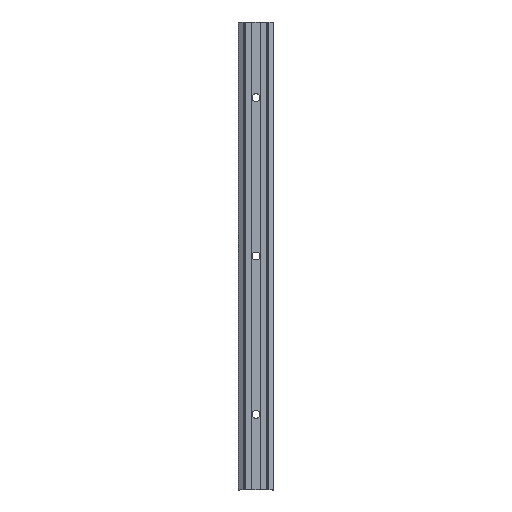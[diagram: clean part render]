
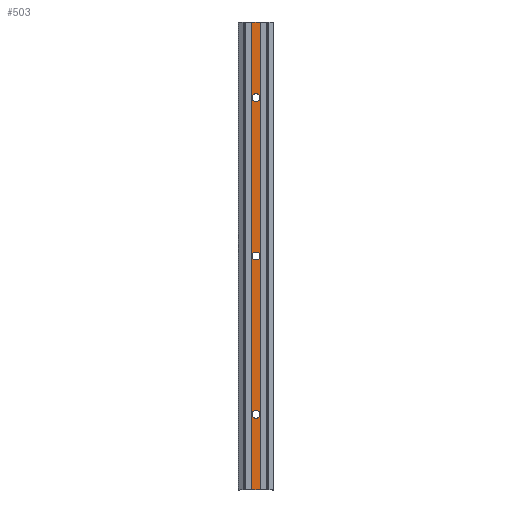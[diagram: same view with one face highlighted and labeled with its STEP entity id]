
A CAD part, front view. The second image highlights one B-rep face of the part: STEP entity #503.
In plain terms, the highlighted planar face has unit normal (0, -1, 0).
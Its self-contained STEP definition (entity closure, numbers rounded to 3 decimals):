
#7 = ORIENTED_EDGE ( 'NONE', *, *, #480, .T. ) ;
#9 = CIRCLE ( 'NONE', #414, 2.25 ) ;
#21 = CARTESIAN_POINT ( 'NONE',  ( 0., 2., 43. ) ) ;
#53 = DIRECTION ( 'NONE',  ( 0., 0., -1. ) ) ;
#55 = EDGE_LOOP ( 'NONE', ( #204, #301, #7, #1225 ) ) ;
#65 = DIRECTION ( 'NONE',  ( 0., -1., 0. ) ) ;
#87 = ORIENTED_EDGE ( 'NONE', *, *, #953, .F. ) ;
#107 = CARTESIAN_POINT ( 'NONE',  ( 0., 2., 223. ) ) ;
#109 = EDGE_CURVE ( 'NONE', #797, #1236, #684, .T. ) ;
#110 = ORIENTED_EDGE ( 'NONE', *, *, #1157, .F. ) ;
#167 = CARTESIAN_POINT ( 'NONE',  ( 0., 2., 135.25 ) ) ;
#174 = CIRCLE ( 'NONE', #191, 2.25 ) ;
#191 = AXIS2_PLACEMENT_3D ( 'NONE', #1332, #268, #677 ) ;
#204 = ORIENTED_EDGE ( 'NONE', *, *, #838, .F. ) ;
#205 = DIRECTION ( 'NONE',  ( 0., -1., 0. ) ) ;
#207 = CARTESIAN_POINT ( 'NONE',  ( 0., 2., 220.75 ) ) ;
#227 = CARTESIAN_POINT ( 'NONE',  ( 10.505, 2., 0. ) ) ;
#234 = DIRECTION ( 'NONE',  ( -1., 0., 0. ) ) ;
#264 = CARTESIAN_POINT ( 'NONE',  ( 0., 2., 40.75 ) ) ;
#268 = DIRECTION ( 'NONE',  ( 0., -1., 0. ) ) ;
#301 = ORIENTED_EDGE ( 'NONE', *, *, #109, .T. ) ;
#303 = VECTOR ( 'NONE', #748, 1000. ) ;
#321 = CARTESIAN_POINT ( 'NONE',  ( 2.5, 2., 1076. ) ) ;
#357 = DIRECTION ( 'NONE',  ( 0., 0., 1. ) ) ;
#358 = DIRECTION ( 'NONE',  ( -1., 0., 0. ) ) ;
#361 = EDGE_LOOP ( 'NONE', ( #627, #110 ) ) ;
#381 = FACE_BOUND ( 'NONE', #361, .T. ) ;
#386 = VECTOR ( 'NONE', #358, 1000. ) ;
#396 = CIRCLE ( 'NONE', #1167, 2.25 ) ;
#402 = VERTEX_POINT ( 'NONE', #167 ) ;
#414 = AXIS2_PLACEMENT_3D ( 'NONE', #21, #1377, #651 ) ;
#442 = CARTESIAN_POINT ( 'NONE',  ( 0., 2., 133. ) ) ;
#444 = DIRECTION ( 'NONE',  ( 0., 0., -1. ) ) ;
#463 = CARTESIAN_POINT ( 'NONE',  ( -2.5, 2., 1076. ) ) ;
#480 = EDGE_CURVE ( 'NONE', #1236, #1262, #675, .T. ) ;
#503 = ADVANCED_FACE ( 'NONE', ( #799, #381, #988, #807 ), #902, .F. ) ;
#512 = VERTEX_POINT ( 'NONE', #264 ) ;
#515 = VECTOR ( 'NONE', #1305, 1000. ) ;
#537 = DIRECTION ( 'NONE',  ( 0., -1., 0. ) ) ;
#552 = AXIS2_PLACEMENT_3D ( 'NONE', #442, #537, #851 ) ;
#555 = CARTESIAN_POINT ( 'NONE',  ( 2.5, 2., 266. ) ) ;
#580 = DIRECTION ( 'NONE',  ( 0., 1., 0. ) ) ;
#590 = VERTEX_POINT ( 'NONE', #832 ) ;
#597 = EDGE_LOOP ( 'NONE', ( #765, #87 ) ) ;
#615 = ORIENTED_EDGE ( 'NONE', *, *, #1053, .F. ) ;
#627 = ORIENTED_EDGE ( 'NONE', *, *, #783, .F. ) ;
#651 = DIRECTION ( 'NONE',  ( 0., 0., -1. ) ) ;
#675 = LINE ( 'NONE', #1099, #515 ) ;
#677 = DIRECTION ( 'NONE',  ( 0., 0., -1. ) ) ;
#684 = LINE ( 'NONE', #1189, #386 ) ;
#719 = CARTESIAN_POINT ( 'NONE',  ( -2.5, 2., 266. ) ) ;
#726 = CIRCLE ( 'NONE', #728, 2.25 ) ;
#727 = VERTEX_POINT ( 'NONE', #956 ) ;
#728 = AXIS2_PLACEMENT_3D ( 'NONE', #842, #742, #444 ) ;
#734 = EDGE_CURVE ( 'NONE', #402, #590, #726, .T. ) ;
#742 = DIRECTION ( 'NONE',  ( 0., -1., 0. ) ) ;
#748 = DIRECTION ( 'NONE',  ( 0., 0., -1. ) ) ;
#765 = ORIENTED_EDGE ( 'NONE', *, *, #1142, .F. ) ;
#777 = AXIS2_PLACEMENT_3D ( 'NONE', #889, #65, #53 ) ;
#783 = EDGE_CURVE ( 'NONE', #512, #727, #9, .T. ) ;
#797 = VERTEX_POINT ( 'NONE', #555 ) ;
#799 = FACE_OUTER_BOUND ( 'NONE', #55, .T. ) ;
#807 = FACE_BOUND ( 'NONE', #1237, .T. ) ;
#817 = VERTEX_POINT ( 'NONE', #207 ) ;
#824 = CIRCLE ( 'NONE', #777, 2.25 ) ;
#832 = CARTESIAN_POINT ( 'NONE',  ( 0., 2., 130.75 ) ) ;
#838 = EDGE_CURVE ( 'NONE', #797, #1002, #1273, .T. ) ;
#842 = CARTESIAN_POINT ( 'NONE',  ( 0., 2., 133. ) ) ;
#851 = DIRECTION ( 'NONE',  ( 0., 0., -1. ) ) ;
#889 = CARTESIAN_POINT ( 'NONE',  ( 0., 2., 223. ) ) ;
#898 = AXIS2_PLACEMENT_3D ( 'NONE', #463, #580, #357 ) ;
#902 = PLANE ( 'NONE',  #898 ) ;
#912 = VECTOR ( 'NONE', #234, 1000. ) ;
#953 = EDGE_CURVE ( 'NONE', #1211, #817, #396, .T. ) ;
#956 = CARTESIAN_POINT ( 'NONE',  ( 0., 2., 45.25 ) ) ;
#961 = LINE ( 'NONE', #227, #912 ) ;
#976 = ORIENTED_EDGE ( 'NONE', *, *, #734, .F. ) ;
#988 = FACE_BOUND ( 'NONE', #597, .T. ) ;
#990 = CARTESIAN_POINT ( 'NONE',  ( 0., 2., 225.25 ) ) ;
#1002 = VERTEX_POINT ( 'NONE', #1078 ) ;
#1022 = CIRCLE ( 'NONE', #552, 2.25 ) ;
#1053 = EDGE_CURVE ( 'NONE', #590, #402, #1022, .T. ) ;
#1060 = CARTESIAN_POINT ( 'NONE',  ( -2.5, 2., 0. ) ) ;
#1064 = EDGE_CURVE ( 'NONE', #1002, #1262, #961, .T. ) ;
#1078 = CARTESIAN_POINT ( 'NONE',  ( 2.5, 2., 0. ) ) ;
#1099 = CARTESIAN_POINT ( 'NONE',  ( -2.5, 2., 1076. ) ) ;
#1142 = EDGE_CURVE ( 'NONE', #817, #1211, #824, .T. ) ;
#1157 = EDGE_CURVE ( 'NONE', #727, #512, #174, .T. ) ;
#1166 = DIRECTION ( 'NONE',  ( 0., 0., -1. ) ) ;
#1167 = AXIS2_PLACEMENT_3D ( 'NONE', #107, #205, #1166 ) ;
#1189 = CARTESIAN_POINT ( 'NONE',  ( -2.5, 2., 266. ) ) ;
#1211 = VERTEX_POINT ( 'NONE', #990 ) ;
#1225 = ORIENTED_EDGE ( 'NONE', *, *, #1064, .F. ) ;
#1236 = VERTEX_POINT ( 'NONE', #719 ) ;
#1237 = EDGE_LOOP ( 'NONE', ( #615, #976 ) ) ;
#1262 = VERTEX_POINT ( 'NONE', #1060 ) ;
#1273 = LINE ( 'NONE', #321, #303 ) ;
#1305 = DIRECTION ( 'NONE',  ( 0., 0., -1. ) ) ;
#1332 = CARTESIAN_POINT ( 'NONE',  ( 0., 2., 43. ) ) ;
#1377 = DIRECTION ( 'NONE',  ( 0., -1., 0. ) ) ;
